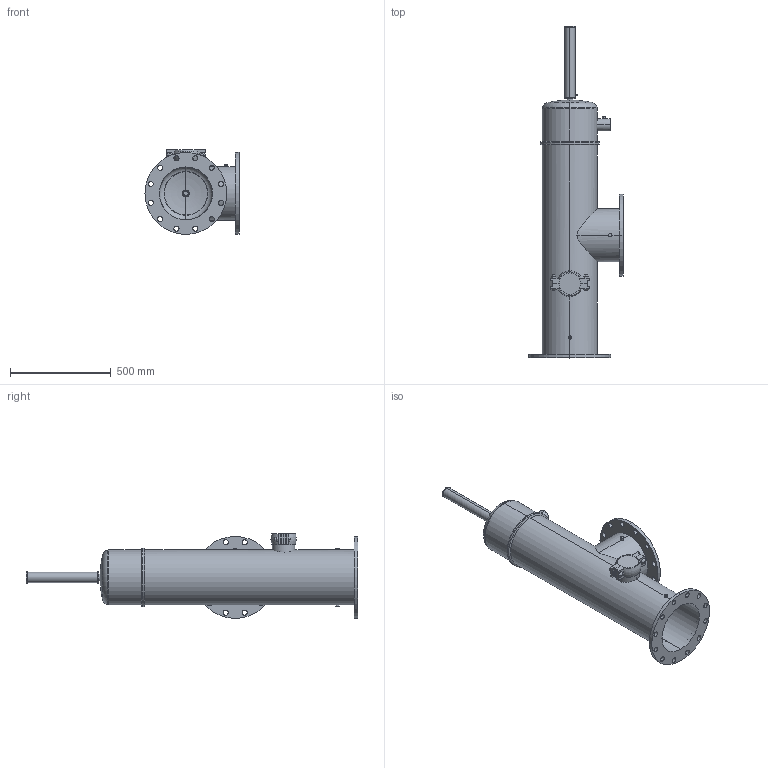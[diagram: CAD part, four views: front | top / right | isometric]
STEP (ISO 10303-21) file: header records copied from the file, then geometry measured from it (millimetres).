
FILE_DESCRIPTION (( 'STEP AP203' ), '1' );
FILE_NAME ('CXL10-90.STEP', '2020-09-25T10:13:29', ( '' ), ( '' ), 'SwSTEP 2.0', 'SolidWorks 2018', '' );
FILE_SCHEMA (( 'CONFIG_CONTROL_DESIGN' ));
Length unit declared in the file: inch
Products named in the file (1): CXL10-90
Bounding box: 466.85 x 1647.81 x 420.58 mm (x, y, z)
Volume: 9604560.3 mm3; surface area: 2991307.9 mm2
Topology: 10 solids, 10 shells, 288 faces, 702 edges, 448 vertices
Faces by surface type: cylinder 148, plane 90, cone 32, torus 14, sphere 4
Entity records: 10607 total; most frequent: CARTESIAN_POINT 3505, DIRECTION 1510, ORIENTED_EDGE 1404, EDGE_CURVE 702, AXIS2_PLACEMENT_3D 611, VERTEX_POINT 448, EDGE_LOOP 380, CIRCLE 322
